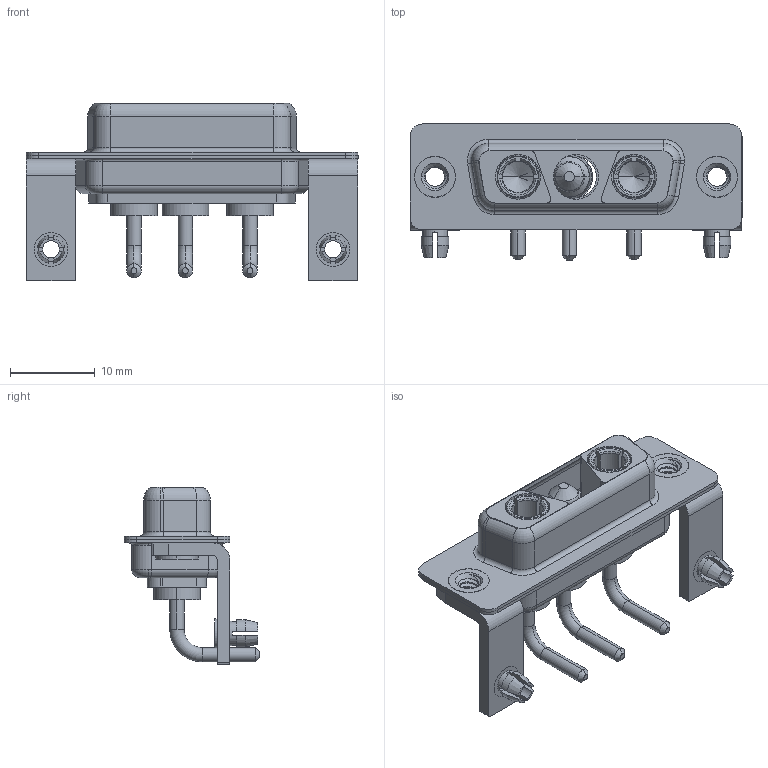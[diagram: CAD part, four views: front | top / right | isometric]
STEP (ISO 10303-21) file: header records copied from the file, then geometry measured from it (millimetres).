
FILE_DESCRIPTION (( 'STEP AP203' ), '1' );
FILE_NAME ('630-3WK3240-1T3.STEP', '2022-05-30T15:59:39', ( '' ), ( '' ), 'SwSTEP 2.0', 'SolidWorks 2020', '' );
FILE_SCHEMA (( 'CONFIG_CONTROL_DESIGN' ));
Length unit declared in the file: millimetre
Products named in the file (9): Power Pin_10A RA; 630Combo Board Lock; 630Combo Stabilizer Bracket; 630Combo Housing_3WK3; 630-3WK3240-1T3; 630Combo Threaded Rivet_3; 630Combo Shell Front_15 Contacts; 630Combo Shell Rear_15 Contacts; Power Socket_10A RA
Assembly tree (12 placements, depth 2):
  630-3WK3240-1T3
    630Combo Housing_3WK3
    630Combo Shell Front_15 Contacts
    630Combo Shell Rear_15 Contacts
    630Combo Threaded Rivet_3  x2
    630Combo Stabilizer Bracket  x2
    630Combo Board Lock  x2
    Power Socket_10A RA  x2
    Power Pin_10A RA
Bounding box: 39.2 x 16.05 x 21 mm (x, y, z)
Volume: 2624.8 mm3; surface area: 6335.9 mm2
Topology: 15 solids, 15 shells, 620 faces, 1566 edges, 997 vertices
Faces by surface type: cylinder 263, plane 208, torus 73, cone 67, bspline 9
Entity records: 16138 total; most frequent: CARTESIAN_POINT 4182, DIRECTION 2425, ORIENTED_EDGE 2220, EDGE_CURVE 1110, AXIS2_PLACEMENT_3D 976, VERTEX_POINT 705, CIRCLE 518, EDGE_LOOP 497
